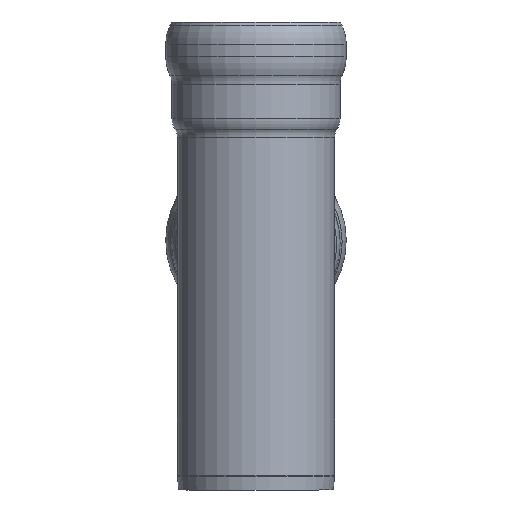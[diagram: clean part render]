
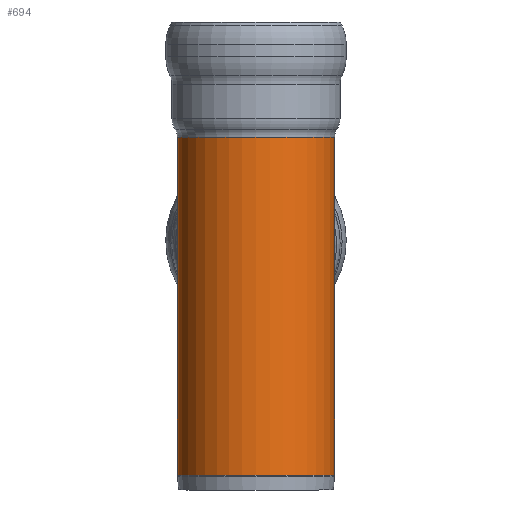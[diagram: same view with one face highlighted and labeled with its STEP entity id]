
A CAD part, left-side view. The second image highlights one B-rep face of the part: STEP entity #694.
In plain terms, the highlighted cylindrical face has radius 445 mm (diameter 890 mm), a full revolution.
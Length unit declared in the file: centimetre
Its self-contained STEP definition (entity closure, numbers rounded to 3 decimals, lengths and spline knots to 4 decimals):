
#34=CYLINDRICAL_SURFACE('',#748,44.5);
#47=LINE('',#1185,#65);
#65=VECTOR('',#898,44.5);
#90=FACE_OUTER_BOUND('',#134,.T.);
#134=EDGE_LOOP('',(#465,#466,#467,#468,#469,#470));
#186=CIRCLE('',#743,44.5);
#187=CIRCLE('',#744,44.5);
#190=CIRCLE('',#749,44.5);
#191=CIRCLE('',#750,44.5);
#276=VERTEX_POINT('',#1173);
#277=VERTEX_POINT('',#1175);
#279=VERTEX_POINT('',#1184);
#280=VERTEX_POINT('',#1186);
#348=EDGE_CURVE('',#276,#277,#186,.T.);
#349=EDGE_CURVE('',#277,#276,#187,.T.);
#353=EDGE_CURVE('',#277,#279,#47,.T.);
#354=EDGE_CURVE('',#279,#280,#190,.T.);
#355=EDGE_CURVE('',#280,#279,#191,.T.);
#465=ORIENTED_EDGE('',*,*,#348,.F.);
#466=ORIENTED_EDGE('',*,*,#349,.F.);
#467=ORIENTED_EDGE('',*,*,#353,.T.);
#468=ORIENTED_EDGE('',*,*,#354,.T.);
#469=ORIENTED_EDGE('',*,*,#355,.T.);
#470=ORIENTED_EDGE('',*,*,#353,.F.);
#694=ADVANCED_FACE('',(#90),#34,.T.);
#743=AXIS2_PLACEMENT_3D('',#1176,#885,#886);
#744=AXIS2_PLACEMENT_3D('',#1177,#887,#888);
#748=AXIS2_PLACEMENT_3D('',#1183,#896,#897);
#749=AXIS2_PLACEMENT_3D('',#1187,#899,#900);
#750=AXIS2_PLACEMENT_3D('',#1188,#901,#902);
#885=DIRECTION('center_axis',(0.,0.,
-1.));
#886=DIRECTION('ref_axis',(1.,0.,0.));
#887=DIRECTION('center_axis',(0.,0.,
-1.));
#888=DIRECTION('ref_axis',(1.,0.,0.));
#896=DIRECTION('center_axis',(0.,0.,
-1.));
#897=DIRECTION('ref_axis',(-1.,0.,0.));
#898=DIRECTION('',(0.,0.,1.));
#899=DIRECTION('center_axis',(0.,0.,
-1.));
#900=DIRECTION('ref_axis',(1.,0.,0.));
#901=DIRECTION('center_axis',(0.,0.,
-1.));
#902=DIRECTION('ref_axis',(1.,0.,0.));
#1173=CARTESIAN_POINT('',(103.5307,174.2728,-131.5809));
#1175=CARTESIAN_POINT('',(148.0307,218.7728,-131.5809));
#1176=CARTESIAN_POINT('Origin',(103.5307,218.7728,-131.5809));
#1177=CARTESIAN_POINT('Origin',(103.5307,218.7728,-131.5809));
#1183=CARTESIAN_POINT('Origin',(103.5307,218.7728,-13.6533));
#1184=CARTESIAN_POINT('',(148.0307,218.7728,59.6934));
#1185=CARTESIAN_POINT('',(148.0307,218.7728,-13.6533));
#1186=CARTESIAN_POINT('',(103.5307,174.2728,59.6934));
#1187=CARTESIAN_POINT('Origin',(103.5307,218.7728,59.6934));
#1188=CARTESIAN_POINT('Origin',(103.5307,218.7728,59.6934));
